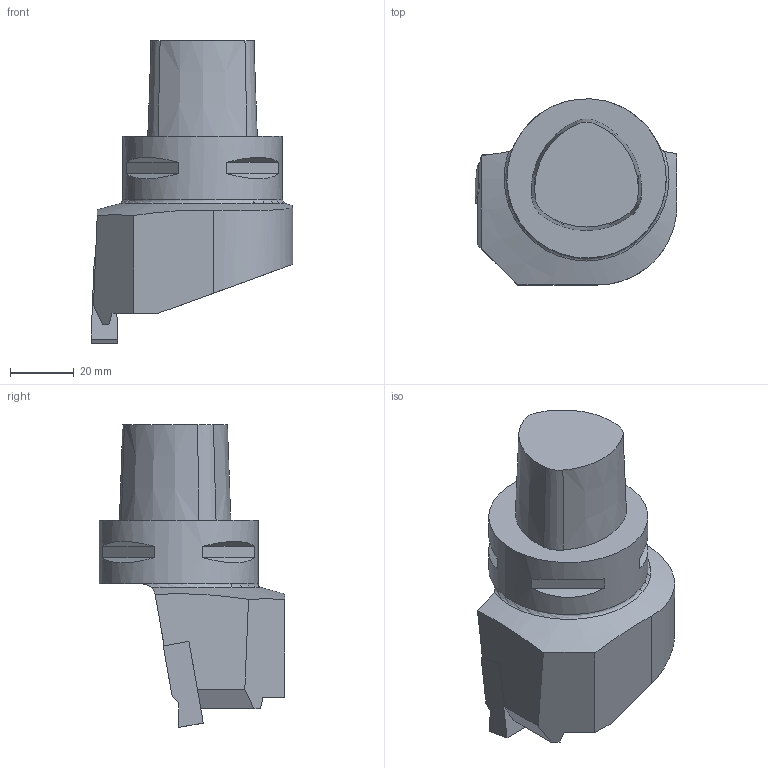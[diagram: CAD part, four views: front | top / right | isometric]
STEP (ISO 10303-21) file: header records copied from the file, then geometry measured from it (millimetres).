
FILE_DESCRIPTION(/* description */ (''),/* implementation_level */ '2;1');
FILE_NAME(/* name */ 'C5-CER-35065-26HD.stp',/* time_stamp */ '2018-02-15T16:15:53+06:00',/* author */ (''),/* organization */ (''),/* preprocessor_version */ 'ST-DEVELOPER v16',/* originating_system */ 'SIEMENS PLM Software NX 11.0',/* authorisation */ '');
FILE_SCHEMA (('AUTOMOTIVE_DESIGN { 1 0 10303 214 3 1 1 1 }'));
Length unit declared in the file: millimetre
Products named in the file (1): C5-CER-35065-26HD
Bounding box: 63.39 x 58.33 x 95.02 mm (x, y, z)
Volume: 130417.1 mm3; surface area: 20475.8 mm2
Topology: 3 solids, 3 shells, 54 faces, 133 edges, 88 vertices
Faces by surface type: plane 42, cone 7, cylinder 4, torus 1
Full cylindrical faces by diameter (mm): 50 x1
Entity records: 1651 total; most frequent: CARTESIAN_POINT 315, DIRECTION 264, ORIENTED_EDGE 256, EDGE_CURVE 128, LINE 90, VECTOR 90, AXIS2_PLACEMENT_3D 87, VERTEX_POINT 85
